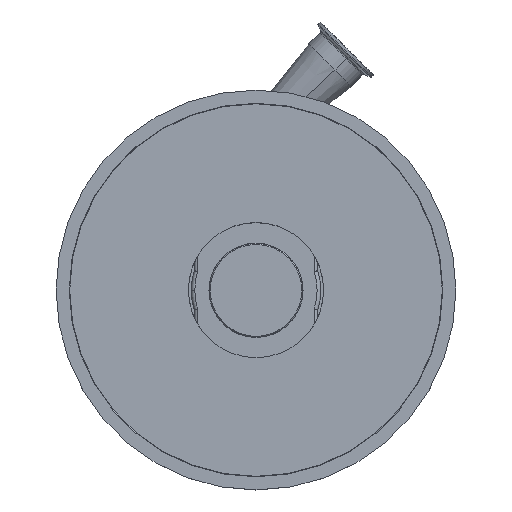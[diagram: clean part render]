
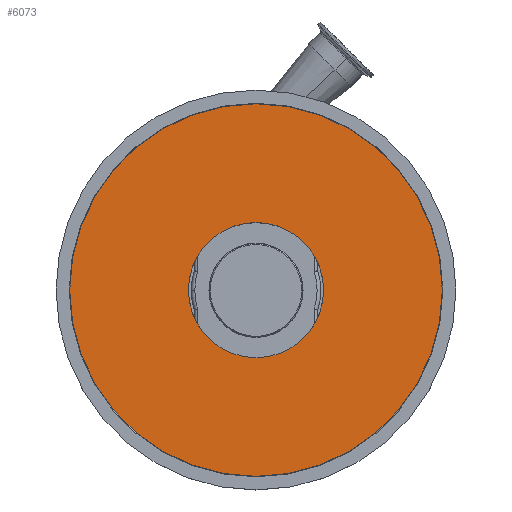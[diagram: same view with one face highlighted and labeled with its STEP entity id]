
A CAD part, top view. The second image highlights one B-rep face of the part: STEP entity #6073.
In plain terms, the highlighted planar face has unit normal (0, 0, 1).
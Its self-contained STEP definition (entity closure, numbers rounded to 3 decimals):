
#142 = DIRECTION ( 'NONE',  ( 0., 0., 1. ) ) ;
#276 = EDGE_LOOP ( 'NONE', ( #11755, #9755 ) ) ;
#335 = PLANE ( 'NONE',  #2196 ) ;
#499 = EDGE_CURVE ( 'NONE', #3643, #2403, #8914, .T. ) ;
#582 = CARTESIAN_POINT ( 'NONE',  ( 57.5, 0., -9. ) ) ;
#1232 = ORIENTED_EDGE ( 'NONE', *, *, #11307, .F. ) ;
#1686 = AXIS2_PLACEMENT_3D ( 'NONE', #2599, #142, #3732 ) ;
#1979 = VERTEX_POINT ( 'NONE', #582 ) ;
#1981 = EDGE_CURVE ( 'NONE', #2403, #3643, #3411, .T. ) ;
#2083 = FACE_OUTER_BOUND ( 'NONE', #276, .T. ) ;
#2104 = DIRECTION ( 'NONE',  ( 0., 0., 1. ) ) ;
#2196 = AXIS2_PLACEMENT_3D ( 'NONE', #9217, #9286, #10537 ) ;
#2203 = AXIS2_PLACEMENT_3D ( 'NONE', #8803, #2840, #9191 ) ;
#2403 = VERTEX_POINT ( 'NONE', #10926 ) ;
#2447 = CARTESIAN_POINT ( 'NONE',  ( -158.4, 0., -9. ) ) ;
#2599 = CARTESIAN_POINT ( 'NONE',  ( 0., 0., -9. ) ) ;
#2840 = DIRECTION ( 'NONE',  ( 0., 0., 1. ) ) ;
#3287 = EDGE_CURVE ( 'NONE', #7894, #1979, #6960, .T. ) ;
#3411 = CIRCLE ( 'NONE', #10056, 158.4 ) ;
#3604 = DIRECTION ( 'NONE',  ( 0., 0., 1. ) ) ;
#3611 = ORIENTED_EDGE ( 'NONE', *, *, #3287, .F. ) ;
#3643 = VERTEX_POINT ( 'NONE', #2447 ) ;
#3732 = DIRECTION ( 'NONE',  ( 1., 0., 0. ) ) ;
#4183 = EDGE_LOOP ( 'NONE', ( #1232, #3611 ) ) ;
#5098 = DIRECTION ( 'NONE',  ( 1., 0., 0. ) ) ;
#5592 = FACE_BOUND ( 'NONE', #4183, .T. ) ;
#6073 = ADVANCED_FACE ( 'NONE', ( #2083, #5592 ), #335, .T. ) ;
#6576 = AXIS2_PLACEMENT_3D ( 'NONE', #6967, #3604, #11597 ) ;
#6960 = CIRCLE ( 'NONE', #6576, 57.5 ) ;
#6967 = CARTESIAN_POINT ( 'NONE',  ( 0., 0., -9. ) ) ;
#7839 = CARTESIAN_POINT ( 'NONE',  ( -57.5, 0., -9. ) ) ;
#7894 = VERTEX_POINT ( 'NONE', #7839 ) ;
#8803 = CARTESIAN_POINT ( 'NONE',  ( 0., 0., -9. ) ) ;
#8914 = CIRCLE ( 'NONE', #1686, 158.4 ) ;
#9191 = DIRECTION ( 'NONE',  ( 1., 0., 0. ) ) ;
#9217 = CARTESIAN_POINT ( 'NONE',  ( 0., 0., -9. ) ) ;
#9286 = DIRECTION ( 'NONE',  ( 0., 0., 1. ) ) ;
#9755 = ORIENTED_EDGE ( 'NONE', *, *, #499, .T. ) ;
#9820 = CIRCLE ( 'NONE', #2203, 57.5 ) ;
#10056 = AXIS2_PLACEMENT_3D ( 'NONE', #11349, #2104, #5098 ) ;
#10537 = DIRECTION ( 'NONE',  ( 1., 0., 0. ) ) ;
#10926 = CARTESIAN_POINT ( 'NONE',  ( 158.4, 0., -9. ) ) ;
#11307 = EDGE_CURVE ( 'NONE', #1979, #7894, #9820, .T. ) ;
#11349 = CARTESIAN_POINT ( 'NONE',  ( 0., 0., -9. ) ) ;
#11597 = DIRECTION ( 'NONE',  ( 1., 0., 0. ) ) ;
#11755 = ORIENTED_EDGE ( 'NONE', *, *, #1981, .T. ) ;
